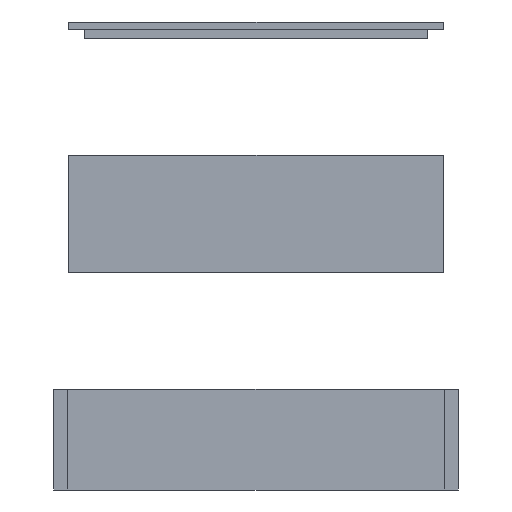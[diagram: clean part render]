
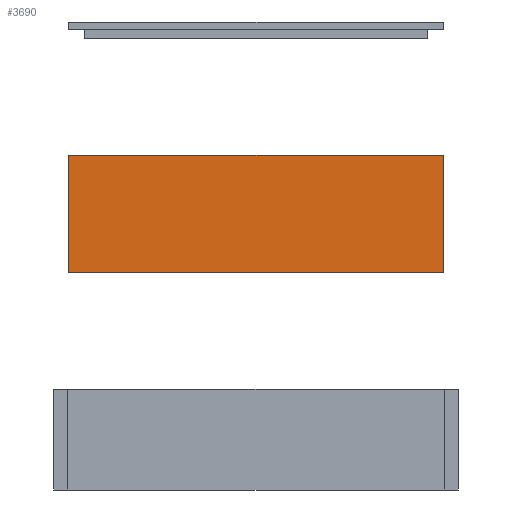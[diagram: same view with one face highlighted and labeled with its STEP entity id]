
A CAD part, left-side view. The second image highlights one B-rep face of the part: STEP entity #3690.
In plain terms, the highlighted planar face has unit normal (-1, 0, 0).
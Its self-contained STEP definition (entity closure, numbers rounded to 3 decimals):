
#3544=CARTESIAN_POINT('',(-122.61,394.065,93.0));
#3545=VERTEX_POINT('',#3544);
#3552=CARTESIAN_POINT('',(-122.61,394.065,143.0));
#3553=VERTEX_POINT('',#3552);
#3554=CARTESIAN_POINT('',(-122.61,394.065,93.0));
#3555=DIRECTION('',(0.0,0.0,1.0));
#3556=VECTOR('',#3555,50.0);
#3557=LINE('',#3554,#3556);
#3558=EDGE_CURVE('',#3545,#3553,#3557,.T.);
#3632=CARTESIAN_POINT('',(-122.61,234.065,93.0));
#3633=VERTEX_POINT('',#3632);
#3640=CARTESIAN_POINT('',(-122.61,394.065,93.0));
#3641=DIRECTION('',(0.0,-1.0,0.0));
#3642=VECTOR('',#3641,160.);
#3643=LINE('',#3640,#3642);
#3644=EDGE_CURVE('',#3545,#3633,#3643,.T.);
#3656=CARTESIAN_POINT('',(-122.61,234.065,143.0));
#3657=VERTEX_POINT('',#3656);
#3664=CARTESIAN_POINT('',(-122.61,234.065,93.0));
#3665=DIRECTION('',(0.0,0.0,1.0));
#3666=VECTOR('',#3665,50.0);
#3667=LINE('',#3664,#3666);
#3668=EDGE_CURVE('',#3633,#3657,#3667,.T.);
#3674=CARTESIAN_POINT('',(-122.61,314.065,92.999));
#3675=DIRECTION('',(-1.0,0.0,0.0));
#3676=DIRECTION('',(0.0,0.0,1.0));
#3677=AXIS2_PLACEMENT_3D('',#3674,#3675,#3676);
#3678=PLANE('',#3677);
#3679=ORIENTED_EDGE('',*,*,#3644,.T.);
#3680=ORIENTED_EDGE('',*,*,#3668,.T.);
#3681=CARTESIAN_POINT('',(-122.61,394.065,143.0));
#3682=DIRECTION('',(0.0,-1.0,0.0));
#3683=VECTOR('',#3682,160.);
#3684=LINE('',#3681,#3683);
#3685=EDGE_CURVE('',#3553,#3657,#3684,.T.);
#3686=ORIENTED_EDGE('',*,*,#3685,.F.);
#3687=ORIENTED_EDGE('',*,*,#3558,.F.);
#3688=EDGE_LOOP('',(#3679,#3680,#3686,#3687));
#3689=FACE_OUTER_BOUND('',#3688,.T.);
#3690=ADVANCED_FACE('',(#3689),#3678,.T.);
